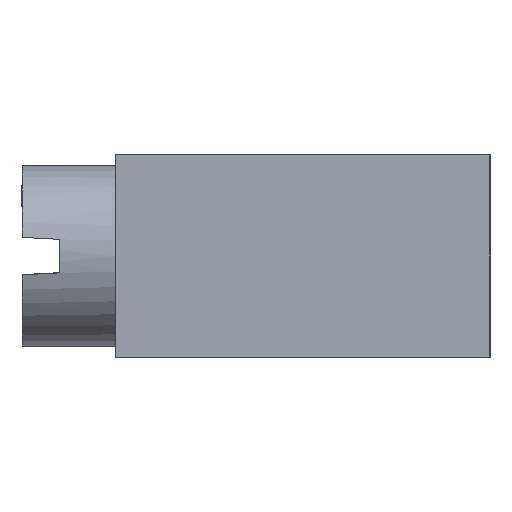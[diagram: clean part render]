
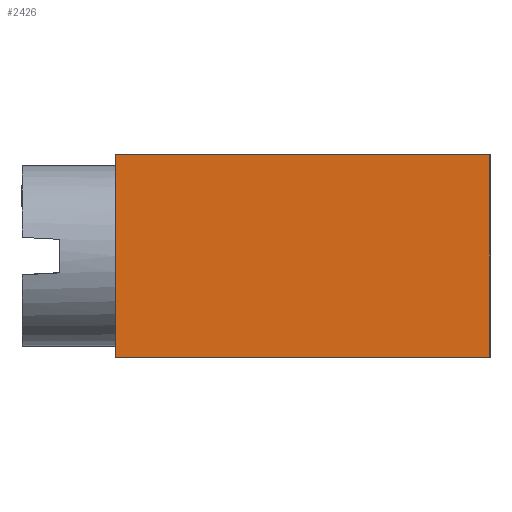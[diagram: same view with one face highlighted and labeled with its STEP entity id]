
A CAD part, left-side view. The second image highlights one B-rep face of the part: STEP entity #2426.
In plain terms, the highlighted planar face has unit normal (-1, 0, 0).
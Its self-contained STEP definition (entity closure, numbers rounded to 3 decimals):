
#595 = ORIENTED_EDGE ( 'NONE', *, *, #2679, .F. ) ;
#596 = ORIENTED_EDGE ( 'NONE', *, *, #3172, .F. ) ;
#599 = ORIENTED_EDGE ( 'NONE', *, *, #9436, .T. ) ;
#622 = ORIENTED_EDGE ( 'NONE', *, *, #3170, .T. ) ;
#979 = EDGE_LOOP ( 'NONE', ( #622, #596, #595, #599 ) ) ;
#1419 = VERTEX_POINT ( 'NONE', #11047 ) ;
#1426 = VERTEX_POINT ( 'NONE', #11001 ) ;
#1442 = VERTEX_POINT ( 'NONE', #11079 ) ;
#1462 = VERTEX_POINT ( 'NONE', #11084 ) ;
#2426 = ADVANCED_FACE ( 'NONE', ( #5981 ), #5990, .F. ) ;
#2679 = EDGE_CURVE ( 'NONE', #1442, #1462, #6041, .T. ) ;
#3170 = EDGE_CURVE ( 'NONE', #1426, #1419, #11923, .T. ) ;
#3172 = EDGE_CURVE ( 'NONE', #1462, #1419, #11924, .T. ) ;
#4836 = VECTOR ( 'NONE', #11919, 1000. ) ;
#4838 = VECTOR ( 'NONE', #11953, 1000. ) ;
#5483 = VECTOR ( 'NONE', #6413, 1000. ) ;
#5969 = CARTESIAN_POINT ( 'NONE',  ( 0., 0., 6.5 ) ) ;
#5981 = FACE_OUTER_BOUND ( 'NONE', #979, .T. ) ;
#5990 = PLANE ( 'NONE',  #6953 ) ;
#5991 = DIRECTION ( 'NONE',  ( 1., 0., 0. ) ) ;
#5992 = DIRECTION ( 'NONE',  ( 0., 0., -1. ) ) ;
#6041 = LINE ( 'NONE', #6256, #5483 ) ;
#6256 = CARTESIAN_POINT ( 'NONE',  ( 0., 0., 6.5 ) ) ;
#6413 = DIRECTION ( 'NONE',  ( 0., -1., 0. ) ) ;
#6953 = AXIS2_PLACEMENT_3D ( 'NONE', #5969, #5991, #5992 ) ;
#9436 = EDGE_CURVE ( 'NONE', #1442, #1426, #14016, .T. ) ;
#11001 = CARTESIAN_POINT ( 'NONE',  ( 0., 12., 0. ) ) ;
#11047 = CARTESIAN_POINT ( 'NONE',  ( 0., 0., 0. ) ) ;
#11079 = CARTESIAN_POINT ( 'NONE',  ( 0., 12., 6.5 ) ) ;
#11084 = CARTESIAN_POINT ( 'NONE',  ( 0., 0., 6.5 ) ) ;
#11917 = CARTESIAN_POINT ( 'NONE',  ( 0., 0., 0. ) ) ;
#11919 = DIRECTION ( 'NONE',  ( 0., -1., 0. ) ) ;
#11923 = LINE ( 'NONE', #11917, #4836 ) ;
#11924 = LINE ( 'NONE', #11931, #4838 ) ;
#11931 = CARTESIAN_POINT ( 'NONE',  ( 0., 0., 6.5 ) ) ;
#11953 = DIRECTION ( 'NONE',  ( 0., 0., -1. ) ) ;
#13002 = DIRECTION ( 'NONE',  ( 0., 0., -1. ) ) ;
#14016 = LINE ( 'NONE', #14033, #14121 ) ;
#14033 = CARTESIAN_POINT ( 'NONE',  ( 0., 12., 6.5 ) ) ;
#14121 = VECTOR ( 'NONE', #13002, 1000. ) ;
